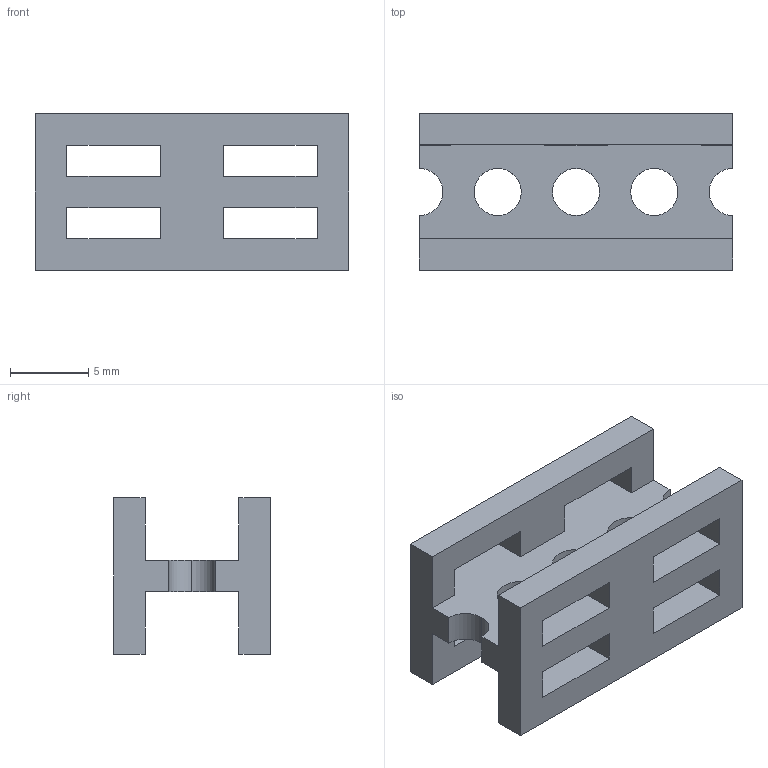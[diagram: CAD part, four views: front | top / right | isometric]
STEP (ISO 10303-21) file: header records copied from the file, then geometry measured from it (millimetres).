
FILE_DESCRIPTION (( 'STEP AP203' ), '1' );
FILE_NAME ('Beam 20.STEP', '2017-02-03T08:43:09', ( '' ), ( '' ), 'SwSTEP 2.0', 'SolidWorks 2015', '' );
FILE_SCHEMA (( 'CONFIG_CONTROL_DESIGN' ));
Length unit declared in the file: millimetre
Products named in the file (1): Beam 20
Bounding box: 20 x 10 x 10 mm (x, y, z)
Volume: 791.5 mm3; surface area: 1294.8 mm2
Topology: 1 solids, 1 shells, 49 faces, 165 edges, 110 vertices
Faces by surface type: plane 40, cylinder 9
Entity records: 1898 total; most frequent: ORIENTED_EDGE 330, CARTESIAN_POINT 325, DIRECTION 283, EDGE_CURVE 165, LINE 147, VECTOR 147, VERTEX_POINT 110, AXIS2_PLACEMENT_3D 68
